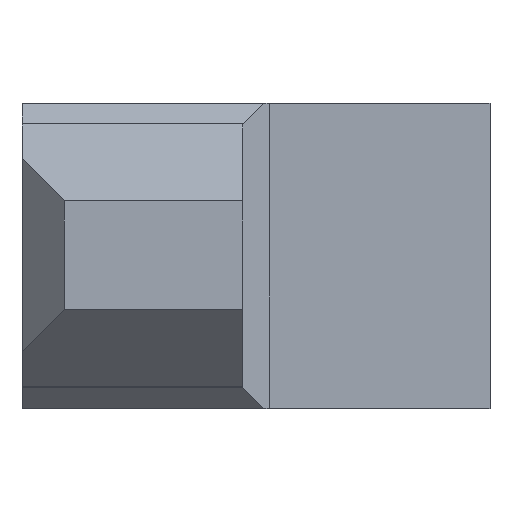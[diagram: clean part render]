
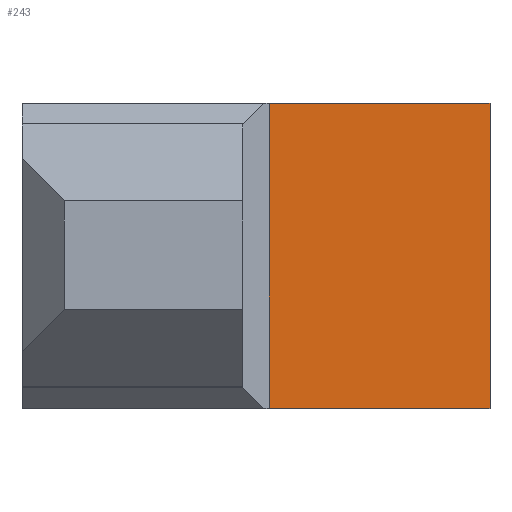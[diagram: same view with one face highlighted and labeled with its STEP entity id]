
A CAD part, top view. The second image highlights one B-rep face of the part: STEP entity #243.
In plain terms, the highlighted planar face has unit normal (0, 0, 1).
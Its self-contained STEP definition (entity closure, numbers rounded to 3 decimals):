
#243=ADVANCED_FACE('',(#505),#392,.F.);
#392=PLANE('',#2860);
#505=FACE_OUTER_BOUND('',#646,.T.);
#646=EDGE_LOOP('',(#917,#918,#919,#920));
#917=ORIENTED_EDGE('',*,*,#1965,.T.);
#918=ORIENTED_EDGE('',*,*,#1975,.T.);
#919=ORIENTED_EDGE('',*,*,#1961,.T.);
#920=ORIENTED_EDGE('',*,*,#1976,.T.);
#1665=VERTEX_POINT('',#4088);
#1674=VERTEX_POINT('',#4108);
#1677=VERTEX_POINT('',#4116);
#1678=VERTEX_POINT('',#4118);
#1961=EDGE_CURVE('',#1665,#1674,#2343,.T.);
#1965=EDGE_CURVE('',#1678,#1677,#2347,.T.);
#1975=EDGE_CURVE('',#1677,#1665,#2357,.T.);
#1976=EDGE_CURVE('',#1674,#1678,#2358,.T.);
#2343=LINE('',#4109,#2622);
#2347=LINE('',#4117,#2626);
#2357=LINE('',#4135,#2636);
#2358=LINE('',#4136,#2637);
#2622=VECTOR('',#3196,1.);
#2626=VECTOR('',#3202,1.);
#2636=VECTOR('',#3214,1.);
#2637=VECTOR('',#3215,1.);
#2860=AXIS2_PLACEMENT_3D('',#4137,#3216,#3217);
#3196=DIRECTION('',(1.,0.,0.));
#3202=DIRECTION('',(-1.,0.,0.));
#3214=DIRECTION('',(0.,-1.,0.));
#3215=DIRECTION('',(0.,1.,0.));
#3216=DIRECTION('',(0.,0.,-1.));
#3217=DIRECTION('',(1.,0.,0.));
#4088=CARTESIAN_POINT('',(-3.,-29.,32.));
#4108=CARTESIAN_POINT('',(39.,-29.,32.));
#4109=CARTESIAN_POINT('',(39.,-29.,32.));
#4116=CARTESIAN_POINT('',(-3.,29.,32.));
#4117=CARTESIAN_POINT('',(-50.,29.,32.));
#4118=CARTESIAN_POINT('',(39.,29.,32.));
#4135=CARTESIAN_POINT('',(-3.,-29.,32.));
#4136=CARTESIAN_POINT('',(39.,-30.,32.));
#4137=CARTESIAN_POINT('',(39.,-30.,32.));
